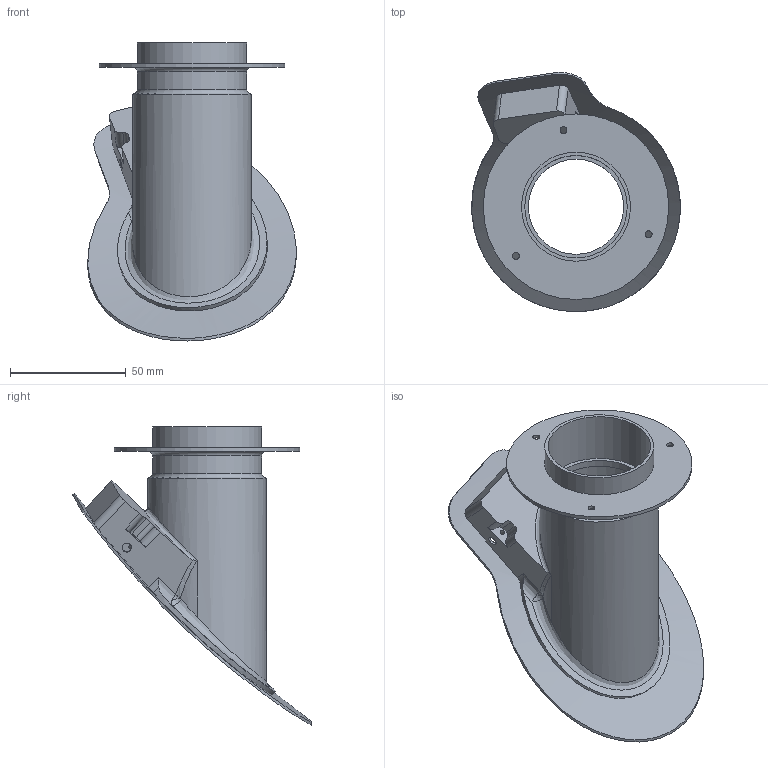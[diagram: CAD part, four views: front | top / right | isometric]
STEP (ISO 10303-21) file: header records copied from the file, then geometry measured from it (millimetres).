
FILE_DESCRIPTION(/* description */ (''),/* implementation_level */ '2;1');
FILE_NAME(/* name */ '01.07.18.01.13.01(база).stp',/* time_stamp */ '2019-01-24T18:38:09+03:00',/* author */ (''),/* organization */ (''),/* preprocessor_version */ 'ST-DEVELOPER v16',/* originating_system */ 'SIEMENS PLM Software NX 11.0',/* authorisation */ '');
FILE_SCHEMA (('AP203_CONFIGURATION_CONTROLLED_3D_DESIGN_OF_MECHANICAL_PARTS_AND_ASSEMBLIES_MIM_LF { 1 0 10303 403 2 1 2}'));
Length unit declared in the file: millimetre
Products named in the file (1): 01.07.18.01.13.01(база)
Bounding box: 89.98 x 102.9 x 128.5 mm (x, y, z)
Volume: 35148.1 mm3; surface area: 51519.3 mm2
Topology: 1 solids, 1 shells, 104 faces, 281 edges, 178 vertices
Faces by surface type: cylinder 44, plane 29, bspline 26, torus 2, sphere 2, extrusion 1
Full cylindrical faces by diameter (mm): 2.05 x2, 3 x3, 4 x2, 41 x1, 44.2 x1, 47 x2, 48 x1, 51 x1, 80 x1
Entity records: 5300 total; most frequent: CARTESIAN_POINT 2886, ORIENTED_EDGE 508, DIRECTION 419, EDGE_CURVE 254, VERTEX_POINT 173, AXIS2_PLACEMENT_3D 170, EDGE_LOOP 137, ADVANCED_FACE 102
